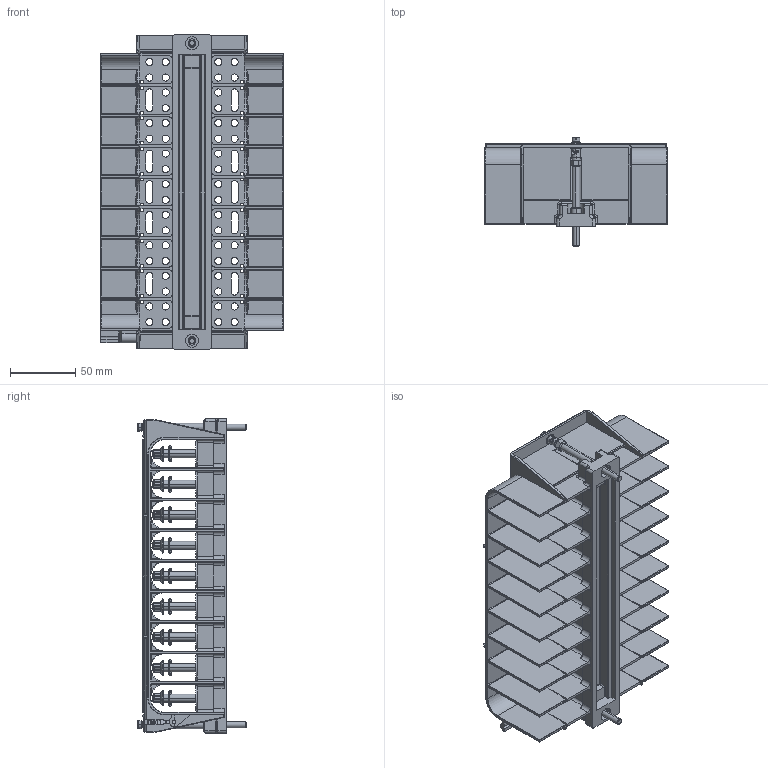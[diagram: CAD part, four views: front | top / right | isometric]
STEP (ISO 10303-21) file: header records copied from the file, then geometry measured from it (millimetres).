
FILE_DESCRIPTION((''),'2;1');
FILE_NAME('32426092003','2019-12-20T',('presta_be4'),(''),'CREO PARAMETRIC BY PTC INC, 2018360','CREO PARAMETRIC BY PTC INC, 2018360','');
FILE_SCHEMA(('CONFIG_CONTROL_DESIGN'));
Products named in the file (1): 32426092003
Bounding box: 140.4 x 83.34 x 241.7 mm (x, y, z)
Volume: 364804.4 mm3; surface area: 287336.1 mm2
Topology: 10 solids, 10 shells, 4008 faces, 10924 edges, 7040 vertices
Faces by surface type: plane 2340, cylinder 1114, cone 210, bspline 156, torus 152, sphere 36
Entity records: 181048 total; most frequent: CARTESIAN_POINT 80581, ORIENTED_EDGE 21824, DIRECTION 19598, EDGE_CURVE 10912, VECTOR 7236, LINE 7236, VERTEX_POINT 7040, AXIS2_PLACEMENT_3D 6181
